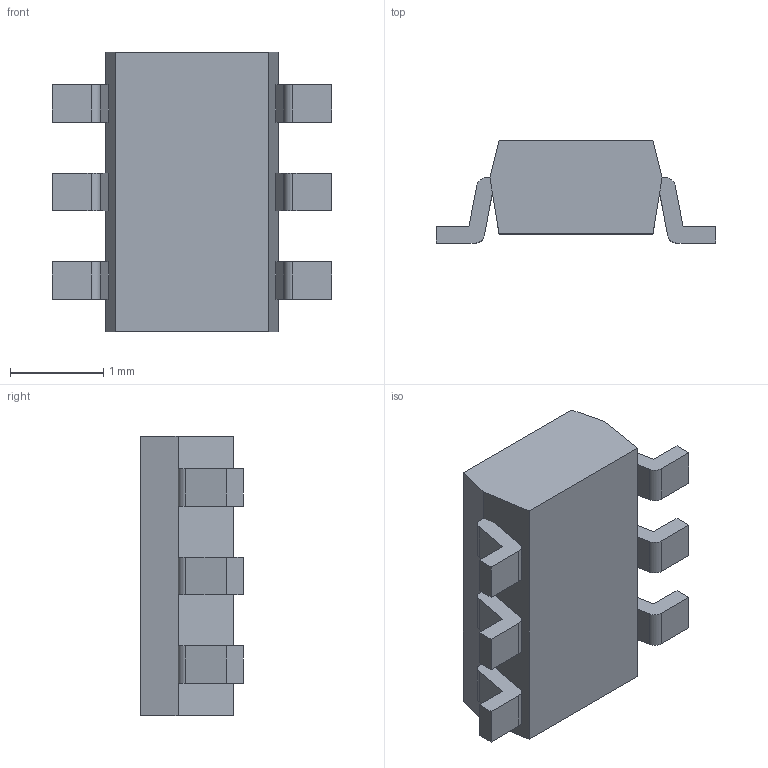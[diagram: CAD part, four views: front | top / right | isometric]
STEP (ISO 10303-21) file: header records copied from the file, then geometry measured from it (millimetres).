
FILE_DESCRIPTION(('FreeCAD Model'),'2;1');
FILE_NAME('TSOP.step','2019-12-18T10:28:26',('Author'),(''), 'Open CASCADE STEP processor 7.3','FreeCAD','Unknown');
FILE_SCHEMA(('AUTOMOTIVE_DESIGN { 1 0 10303 214 1 1 1 1 }'));
Length unit declared in the file: millimetre
Products named in the file (3): Array; Pata; Cut
Bounding box: 3 x 1.1 x 3 mm (x, y, z)
Volume: 5.7 mm3; surface area: 28.6 mm2
Topology: 7 solids, 7 shells, 82 faces, 201 edges, 134 vertices
Faces by surface type: plane 69, cylinder 13
Full cylindrical faces by diameter (mm): 0.3 x1
Entity records: 5126 total; most frequent: CARTESIAN_POINT 892, DIRECTION 783, LINE 551, VECTOR 551, ORIENTED_EDGE 402, PCURVE 402, DEFINITIONAL_REPRESENTATION 402, EDGE_CURVE 201
